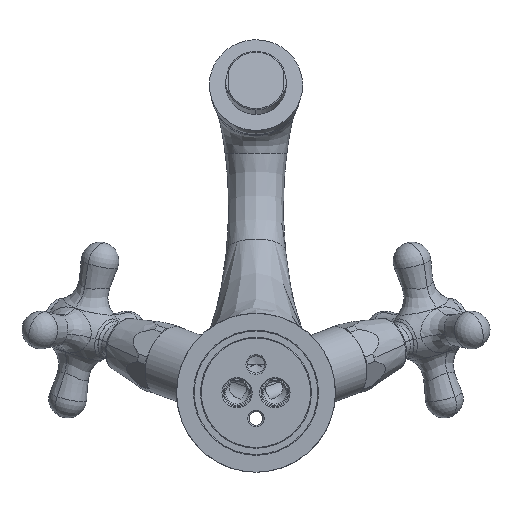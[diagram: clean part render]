
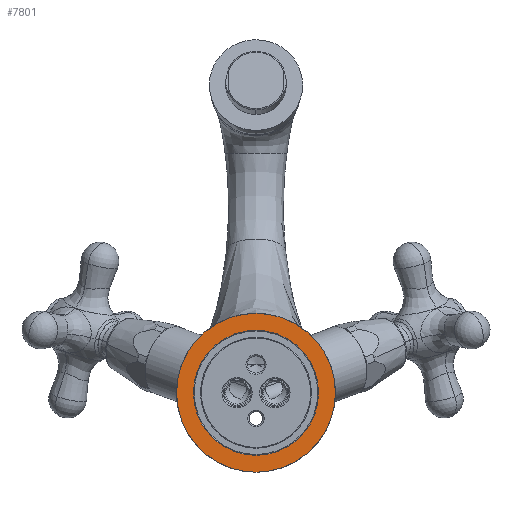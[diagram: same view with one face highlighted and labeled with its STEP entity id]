
A CAD part, front view. The second image highlights one B-rep face of the part: STEP entity #7801.
In plain terms, the highlighted planar face has unit normal (0, -1, 0).
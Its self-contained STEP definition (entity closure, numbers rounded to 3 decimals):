
#27=CARTESIAN_POINT('',(0.,0.,0.));
#28=DIRECTION('',(0.,1.,0.));
#29=DIRECTION('',(1.,0.,0.));
#30=AXIS2_PLACEMENT_3D('',#27,#28,#29);
#32=CARTESIAN_POINT('',(0.,0.,0.));
#33=DIRECTION('',(0.,1.,0.));
#34=DIRECTION('',(-1.,0.,0.));
#35=AXIS2_PLACEMENT_3D('',#32,#33,#34);
#37=CARTESIAN_POINT('',(0.,0.,0.));
#38=DIRECTION('',(0.,1.,0.));
#39=DIRECTION('',(-1.,0.,0.));
#40=AXIS2_PLACEMENT_3D('',#37,#38,#39);
#42=CARTESIAN_POINT('',(0.,0.,0.));
#43=DIRECTION('',(0.,1.,0.));
#44=DIRECTION('',(1.,0.,0.));
#45=AXIS2_PLACEMENT_3D('',#42,#43,#44);
#7024=CARTESIAN_POINT('',(31.5,0.,0.));
#7025=CARTESIAN_POINT('',(-31.5,0.,0.));
#7026=VERTEX_POINT('',#7024);
#7027=VERTEX_POINT('',#7025);
#7354=CARTESIAN_POINT('',(-24.8,0.,0.));
#7355=CARTESIAN_POINT('',(24.8,0.,0.));
#7356=VERTEX_POINT('',#7354);
#7357=VERTEX_POINT('',#7355);
#7784=CARTESIAN_POINT('',(0.,0.,0.));
#7785=DIRECTION('',(0.,1.,0.));
#7786=DIRECTION('',(1.,0.,0.));
#7787=AXIS2_PLACEMENT_3D('',#7784,#7785,#7786);
#7788=PLANE('',#7787);
#7790=ORIENTED_EDGE('',*,*,#7789,.T.);
#7792=ORIENTED_EDGE('',*,*,#7791,.T.);
#7793=EDGE_LOOP('',(#7790,#7792));
#7794=FACE_OUTER_BOUND('',#7793,.F.);
#7796=ORIENTED_EDGE('',*,*,#7795,.F.);
#7798=ORIENTED_EDGE('',*,*,#7797,.F.);
#7799=EDGE_LOOP('',(#7796,#7798));
#7800=FACE_BOUND('',#7799,.F.);
#7801=ADVANCED_FACE('',(#7794,#7800),#7788,.F.);
#31=CIRCLE('',#30,31.5);
#36=CIRCLE('',#35,31.5);
#41=CIRCLE('',#40,24.8);
#46=CIRCLE('',#45,24.8);
#7789=EDGE_CURVE('',#7026,#7027,#31,.T.);
#7791=EDGE_CURVE('',#7027,#7026,#36,.T.);
#7795=EDGE_CURVE('',#7356,#7357,#41,.T.);
#7797=EDGE_CURVE('',#7357,#7356,#46,.T.);
